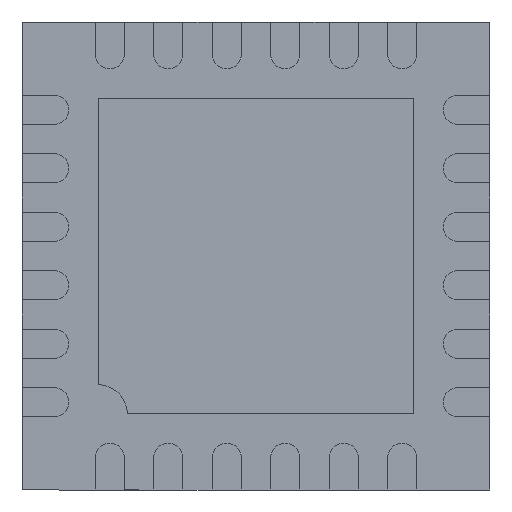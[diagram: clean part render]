
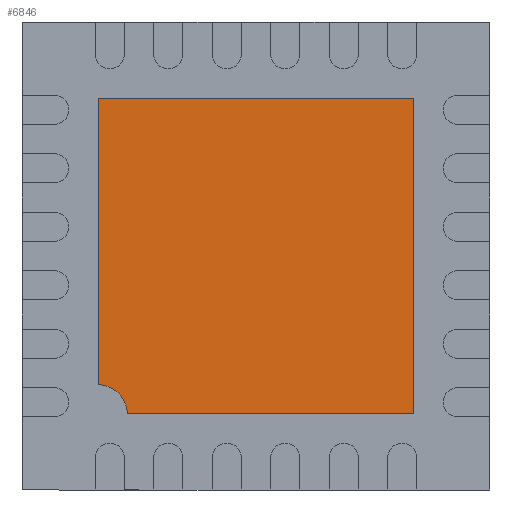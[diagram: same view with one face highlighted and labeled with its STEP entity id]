
A CAD part, front view. The second image highlights one B-rep face of the part: STEP entity #6846.
In plain terms, the highlighted planar face has unit normal (0, -1, 0).
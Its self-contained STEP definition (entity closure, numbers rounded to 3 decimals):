
#50 = VECTOR ( 'NONE', #3584, 1000. ) ;
#517 = AXIS2_PLACEMENT_3D ( 'NONE', #2086, #2583, #2686 ) ;
#567 = FACE_OUTER_BOUND ( 'NONE', #6723, .T. ) ;
#646 = PLANE ( 'NONE',  #517 ) ;
#857 = VERTEX_POINT ( 'NONE', #6104 ) ;
#1423 = EDGE_CURVE ( 'NONE', #6613, #2790, #6347, .T. ) ;
#1674 = CARTESIAN_POINT ( 'NONE',  ( -1.35, 0., -1.35 ) ) ;
#1856 = CARTESIAN_POINT ( 'NONE',  ( 1.35, 0., -1.35 ) ) ;
#2008 = CARTESIAN_POINT ( 'NONE',  ( -1.35, 0., 1.35 ) ) ;
#2086 = CARTESIAN_POINT ( 'NONE',  ( 0., 0., 0. ) ) ;
#2253 = VECTOR ( 'NONE', #5687, 1000. ) ;
#2583 = DIRECTION ( 'NONE',  ( 0., -1., 0. ) ) ;
#2617 = DIRECTION ( 'NONE',  ( -1., 0., 0. ) ) ;
#2686 = DIRECTION ( 'NONE',  ( 0., 0., -1. ) ) ;
#2753 = LINE ( 'NONE', #1856, #50 ) ;
#2790 = VERTEX_POINT ( 'NONE', #6924 ) ;
#3063 = CARTESIAN_POINT ( 'NONE',  ( 1.35, 0., -1.35 ) ) ;
#3321 = AXIS2_PLACEMENT_3D ( 'NONE', #1674, #3661, #7622 ) ;
#3584 = DIRECTION ( 'NONE',  ( 1., 0., 0. ) ) ;
#3623 = CARTESIAN_POINT ( 'NONE',  ( 1.35, 0., -1.35 ) ) ;
#3661 = DIRECTION ( 'NONE',  ( 0., -1., 0. ) ) ;
#3694 = ORIENTED_EDGE ( 'NONE', *, *, #4744, .T. ) ;
#4444 = EDGE_CURVE ( 'NONE', #7574, #2790, #8120, .T. ) ;
#4727 = ORIENTED_EDGE ( 'NONE', *, *, #4444, .T. ) ;
#4744 = EDGE_CURVE ( 'NONE', #6613, #6404, #2753, .T. ) ;
#4787 = EDGE_CURVE ( 'NONE', #857, #7574, #5785, .T. ) ;
#5487 = ORIENTED_EDGE ( 'NONE', *, *, #5958, .T. ) ;
#5567 = VECTOR ( 'NONE', #2617, 1000. ) ;
#5687 = DIRECTION ( 'NONE',  ( 0., 0., 1. ) ) ;
#5785 = LINE ( 'NONE', #5880, #5567 ) ;
#5880 = CARTESIAN_POINT ( 'NONE',  ( 1.35, 0., 1.35 ) ) ;
#5958 = EDGE_CURVE ( 'NONE', #6404, #857, #8106, .T. ) ;
#6104 = CARTESIAN_POINT ( 'NONE',  ( 1.35, 0., 1.35 ) ) ;
#6332 = CARTESIAN_POINT ( 'NONE',  ( -1.1, 0., -1.35 ) ) ;
#6347 = CIRCLE ( 'NONE', #3321, 0.25 ) ;
#6404 = VERTEX_POINT ( 'NONE', #3063 ) ;
#6613 = VERTEX_POINT ( 'NONE', #6332 ) ;
#6723 = EDGE_LOOP ( 'NONE', ( #7866, #3694, #5487, #8312, #4727 ) ) ;
#6846 = ADVANCED_FACE ( 'NONE', ( #567 ), #646, .T. ) ;
#6924 = CARTESIAN_POINT ( 'NONE',  ( -1.35, 0., -1.1 ) ) ;
#7574 = VERTEX_POINT ( 'NONE', #2008 ) ;
#7622 = DIRECTION ( 'NONE',  ( 0., 0., -1. ) ) ;
#7866 = ORIENTED_EDGE ( 'NONE', *, *, #1423, .F. ) ;
#7881 = CARTESIAN_POINT ( 'NONE',  ( -1.35, 0., -1.35 ) ) ;
#7985 = DIRECTION ( 'NONE',  ( 0., 0., -1. ) ) ;
#8106 = LINE ( 'NONE', #3623, #2253 ) ;
#8120 = LINE ( 'NONE', #7881, #8133 ) ;
#8133 = VECTOR ( 'NONE', #7985, 1000. ) ;
#8312 = ORIENTED_EDGE ( 'NONE', *, *, #4787, .T. ) ;
